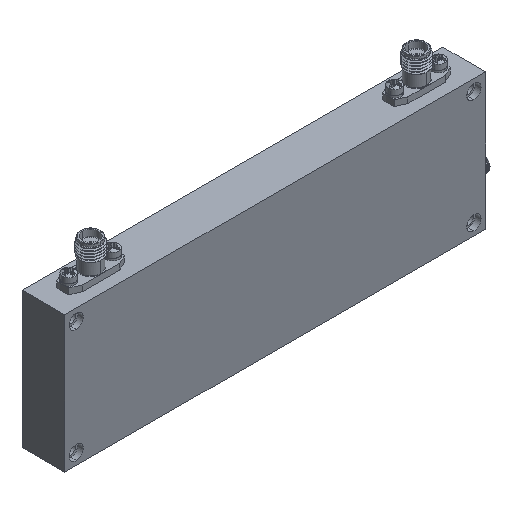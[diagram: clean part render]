
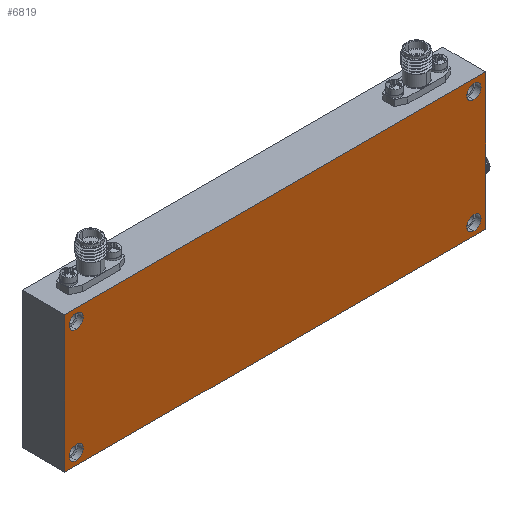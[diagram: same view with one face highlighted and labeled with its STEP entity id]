
A CAD part, isometric view. The second image highlights one B-rep face of the part: STEP entity #6819.
In plain terms, the highlighted planar face has unit normal (0, -1, 0).
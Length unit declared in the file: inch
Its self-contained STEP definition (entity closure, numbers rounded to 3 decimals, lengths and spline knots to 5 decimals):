
#9 = ORIENTED_EDGE ( 'NONE', *, *, #2857, .F. ) ;
#267 = DIRECTION ( 'NONE',  ( 0., 0., 1. ) ) ;
#302 = DIRECTION ( 'NONE',  ( 0., -1., 0. ) ) ;
#330 = VERTEX_POINT ( 'NONE', #6886 ) ;
#801 = DIRECTION ( 'NONE',  ( 0., 0., -1. ) ) ;
#1602 = CARTESIAN_POINT ( 'NONE',  ( -23.54454, 50.49647, 32.64761 ) ) ;
#2588 = CARTESIAN_POINT ( 'NONE',  ( -19.16954, 50.49647, 32.56961 ) ) ;
#2637 = LINE ( 'NONE', #8727, #6345 ) ;
#2787 = DIRECTION ( 'NONE',  ( 0., -1., 0. ) ) ;
#2836 = ORIENTED_EDGE ( 'NONE', *, *, #3305, .F. ) ;
#2857 = EDGE_CURVE ( 'NONE', #19918, #12412, #3711, .T. ) ;
#3284 = LINE ( 'NONE', #20539, #24108 ) ;
#3305 = EDGE_CURVE ( 'NONE', #20482, #7386, #3284, .T. ) ;
#3711 = CIRCLE ( 'NONE', #21700, 0.078 ) ;
#3787 = AXIS2_PLACEMENT_3D ( 'NONE', #17575, #4213, #4594 ) ;
#4213 = DIRECTION ( 'NONE',  ( 0., -1., 0. ) ) ;
#4329 = CARTESIAN_POINT ( 'NONE',  ( -19.16954, 50.49647, 32.72561 ) ) ;
#4576 = CIRCLE ( 'NONE', #3787, 0.078 ) ;
#4594 = DIRECTION ( 'NONE',  ( 0., 0., -1. ) ) ;
#4612 = AXIS2_PLACEMENT_3D ( 'NONE', #1602, #20988, #18993 ) ;
#4825 = DIRECTION ( 'NONE',  ( 0., 0., -1. ) ) ;
#5289 = ORIENTED_EDGE ( 'NONE', *, *, #5779, .F. ) ;
#5430 = PLANE ( 'NONE',  #9375 ) ;
#5711 = CARTESIAN_POINT ( 'NONE',  ( -23.67204, 50.49647, 32.52261 ) ) ;
#5717 = AXIS2_PLACEMENT_3D ( 'NONE', #18068, #23841, #12436 ) ;
#5779 = EDGE_CURVE ( 'NONE', #18152, #19044, #24243, .T. ) ;
#5780 = CIRCLE ( 'NONE', #4612, 0.078 ) ;
#6039 = VERTEX_POINT ( 'NONE', #2588 ) ;
#6110 = CIRCLE ( 'NONE', #8119, 0.078 ) ;
#6181 = EDGE_CURVE ( 'NONE', #22341, #6039, #4576, .T. ) ;
#6267 = ORIENTED_EDGE ( 'NONE', *, *, #6181, .F. ) ;
#6345 = VECTOR ( 'NONE', #10368, 39.37008 ) ;
#6547 = ORIENTED_EDGE ( 'NONE', *, *, #19277, .F. ) ;
#6705 = CARTESIAN_POINT ( 'NONE',  ( -23.54454, 50.49647, 33.89761 ) ) ;
#6819 = ADVANCED_FACE ( 'NONE', ( #10924, #16677, #7434, #24442, #16795 ), #5430, .T. ) ;
#6886 = CARTESIAN_POINT ( 'NONE',  ( -23.54454, 50.49647, 33.97561 ) ) ;
#6923 = CIRCLE ( 'NONE', #5717, 0.078 ) ;
#7386 = VERTEX_POINT ( 'NONE', #22290 ) ;
#7420 = CARTESIAN_POINT ( 'NONE',  ( -23.54454, 50.49647, 33.81961 ) ) ;
#7434 = FACE_BOUND ( 'NONE', #22887, .T. ) ;
#8010 = EDGE_CURVE ( 'NONE', #24760, #13633, #5780, .T. ) ;
#8111 = CARTESIAN_POINT ( 'NONE',  ( -19.04204, 50.49647, 32.52261 ) ) ;
#8119 = AXIS2_PLACEMENT_3D ( 'NONE', #24040, #2787, #8398 ) ;
#8398 = DIRECTION ( 'NONE',  ( 0., 0., -1. ) ) ;
#8515 = ORIENTED_EDGE ( 'NONE', *, *, #11772, .F. ) ;
#8559 = CIRCLE ( 'NONE', #11740, 0.078 ) ;
#8727 = CARTESIAN_POINT ( 'NONE',  ( -23.67204, 50.49647, 32.52261 ) ) ;
#9046 = EDGE_CURVE ( 'NONE', #13633, #24760, #6110, .T. ) ;
#9375 = AXIS2_PLACEMENT_3D ( 'NONE', #24569, #15052, #18325 ) ;
#9515 = ORIENTED_EDGE ( 'NONE', *, *, #15379, .F. ) ;
#10218 = VECTOR ( 'NONE', #22236, 39.37008 ) ;
#10368 = DIRECTION ( 'NONE',  ( -1., 0., 0. ) ) ;
#10924 = FACE_BOUND ( 'NONE', #17516, .T. ) ;
#11507 = DIRECTION ( 'NONE',  ( 0., 0., -1. ) ) ;
#11694 = CARTESIAN_POINT ( 'NONE',  ( -23.54454, 50.49647, 32.72561 ) ) ;
#11740 = AXIS2_PLACEMENT_3D ( 'NONE', #15638, #23286, #11507 ) ;
#11772 = EDGE_CURVE ( 'NONE', #12412, #19918, #6923, .T. ) ;
#12337 = DIRECTION ( 'NONE',  ( 1., 0., 0. ) ) ;
#12412 = VERTEX_POINT ( 'NONE', #13981 ) ;
#12436 = DIRECTION ( 'NONE',  ( 0., 0., -1. ) ) ;
#13057 = ORIENTED_EDGE ( 'NONE', *, *, #8010, .F. ) ;
#13633 = VERTEX_POINT ( 'NONE', #11694 ) ;
#13981 = CARTESIAN_POINT ( 'NONE',  ( -19.16954, 50.49647, 33.81961 ) ) ;
#14954 = ORIENTED_EDGE ( 'NONE', *, *, #19699, .F. ) ;
#15052 = DIRECTION ( 'NONE',  ( 0., -1., 0. ) ) ;
#15330 = AXIS2_PLACEMENT_3D ( 'NONE', #23574, #302, #801 ) ;
#15379 = EDGE_CURVE ( 'NONE', #15806, #330, #18138, .T. ) ;
#15448 = ORIENTED_EDGE ( 'NONE', *, *, #9046, .F. ) ;
#15545 = AXIS2_PLACEMENT_3D ( 'NONE', #6705, #21726, #4825 ) ;
#15638 = CARTESIAN_POINT ( 'NONE',  ( -19.16954, 50.49647, 32.64761 ) ) ;
#15806 = VERTEX_POINT ( 'NONE', #7420 ) ;
#15848 = VECTOR ( 'NONE', #12337, 39.37008 ) ;
#15946 = EDGE_CURVE ( 'NONE', #6039, #22341, #8559, .T. ) ;
#16677 = FACE_BOUND ( 'NONE', #19438, .T. ) ;
#16795 = FACE_OUTER_BOUND ( 'NONE', #20519, .T. ) ;
#16884 = EDGE_CURVE ( 'NONE', #330, #15806, #23963, .T. ) ;
#17396 = CARTESIAN_POINT ( 'NONE',  ( -23.54454, 50.49647, 32.56961 ) ) ;
#17516 = EDGE_LOOP ( 'NONE', ( #23514, #6267 ) ) ;
#17575 = CARTESIAN_POINT ( 'NONE',  ( -19.16954, 50.49647, 32.64761 ) ) ;
#18068 = CARTESIAN_POINT ( 'NONE',  ( -19.16954, 50.49647, 33.89761 ) ) ;
#18138 = CIRCLE ( 'NONE', #15330, 0.078 ) ;
#18152 = VERTEX_POINT ( 'NONE', #20314 ) ;
#18325 = DIRECTION ( 'NONE',  ( 0., 0., -1. ) ) ;
#18397 = EDGE_LOOP ( 'NONE', ( #13057, #15448 ) ) ;
#18877 = ORIENTED_EDGE ( 'NONE', *, *, #16884, .F. ) ;
#18993 = DIRECTION ( 'NONE',  ( 0., 0., -1. ) ) ;
#19044 = VERTEX_POINT ( 'NONE', #8111 ) ;
#19277 = EDGE_CURVE ( 'NONE', #19044, #20482, #2637, .T. ) ;
#19438 = EDGE_LOOP ( 'NONE', ( #8515, #9 ) ) ;
#19699 = EDGE_CURVE ( 'NONE', #7386, #18152, #23490, .T. ) ;
#19918 = VERTEX_POINT ( 'NONE', #24225 ) ;
#20099 = CARTESIAN_POINT ( 'NONE',  ( -23.67204, 50.49647, 34.02261 ) ) ;
#20314 = CARTESIAN_POINT ( 'NONE',  ( -19.04204, 50.49647, 34.02261 ) ) ;
#20482 = VERTEX_POINT ( 'NONE', #5711 ) ;
#20519 = EDGE_LOOP ( 'NONE', ( #2836, #6547, #5289, #14954 ) ) ;
#20539 = CARTESIAN_POINT ( 'NONE',  ( -23.67204, 50.49647, 34.02261 ) ) ;
#20988 = DIRECTION ( 'NONE',  ( 0., -1., 0. ) ) ;
#21700 = AXIS2_PLACEMENT_3D ( 'NONE', #23538, #21900, #23409 ) ;
#21726 = DIRECTION ( 'NONE',  ( 0., -1., 0. ) ) ;
#21900 = DIRECTION ( 'NONE',  ( 0., -1., 0. ) ) ;
#22236 = DIRECTION ( 'NONE',  ( 0., 0., -1. ) ) ;
#22290 = CARTESIAN_POINT ( 'NONE',  ( -23.67204, 50.49647, 34.02261 ) ) ;
#22341 = VERTEX_POINT ( 'NONE', #4329 ) ;
#22887 = EDGE_LOOP ( 'NONE', ( #9515, #18877 ) ) ;
#23286 = DIRECTION ( 'NONE',  ( 0., -1., 0. ) ) ;
#23409 = DIRECTION ( 'NONE',  ( 0., 0., -1. ) ) ;
#23490 = LINE ( 'NONE', #20099, #15848 ) ;
#23514 = ORIENTED_EDGE ( 'NONE', *, *, #15946, .F. ) ;
#23538 = CARTESIAN_POINT ( 'NONE',  ( -19.16954, 50.49647, 33.89761 ) ) ;
#23574 = CARTESIAN_POINT ( 'NONE',  ( -23.54454, 50.49647, 33.89761 ) ) ;
#23841 = DIRECTION ( 'NONE',  ( 0., -1., 0. ) ) ;
#23963 = CIRCLE ( 'NONE', #15545, 0.078 ) ;
#23992 = CARTESIAN_POINT ( 'NONE',  ( -19.04204, 50.49647, 34.02261 ) ) ;
#24040 = CARTESIAN_POINT ( 'NONE',  ( -23.54454, 50.49647, 32.64761 ) ) ;
#24108 = VECTOR ( 'NONE', #267, 39.37008 ) ;
#24225 = CARTESIAN_POINT ( 'NONE',  ( -19.16954, 50.49647, 33.97561 ) ) ;
#24243 = LINE ( 'NONE', #23992, #10218 ) ;
#24442 = FACE_BOUND ( 'NONE', #18397, .T. ) ;
#24569 = CARTESIAN_POINT ( 'NONE',  ( -23.67204, 50.49647, 34.02261 ) ) ;
#24760 = VERTEX_POINT ( 'NONE', #17396 ) ;
